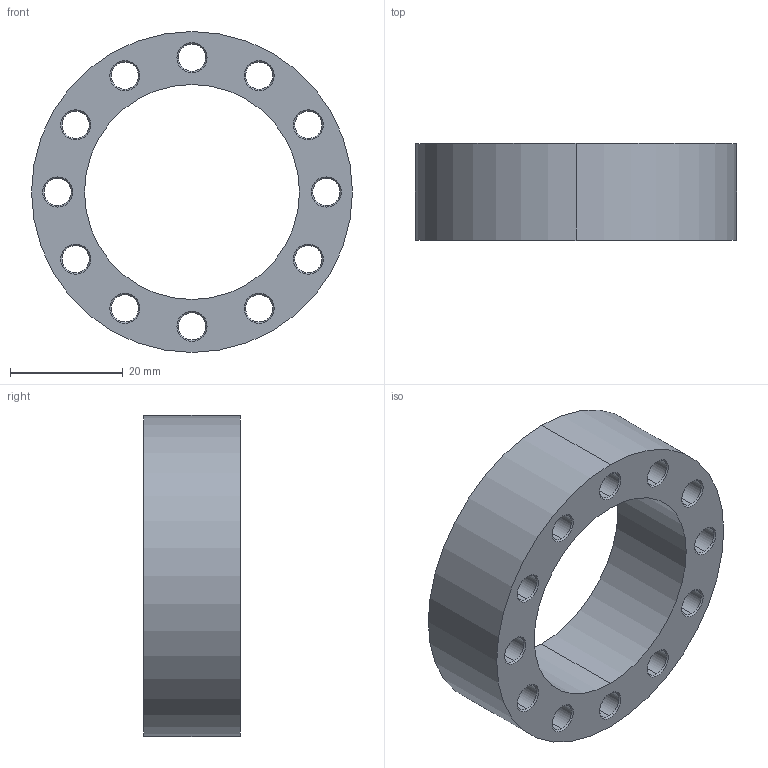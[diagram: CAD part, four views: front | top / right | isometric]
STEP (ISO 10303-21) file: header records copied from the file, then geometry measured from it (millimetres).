
FILE_DESCRIPTION (( 'STEP AP214' ), '1' );
FILE_NAME ('am-0471 8 Omni Spacer.STEP', '2014-08-20T20:55:57', ( '' ), ( '' ), 'SwSTEP 2.0', 'SolidWorks 2014', '' );
FILE_SCHEMA (( 'AUTOMOTIVE_DESIGN' ));
Length unit declared in the file: inch
Products named in the file (1): am-0471 8 Omni Spacer
Bounding box: 56.9 x 17.14 x 56.9 mm (x, y, z)
Volume: 20267.9 mm3; surface area: 10549.6 mm2
Topology: 1 solids, 1 shells, 78 faces, 180 edges, 104 vertices
Faces by surface type: cone 48, cylinder 28, plane 2
Entity records: 2296 total; most frequent: DIRECTION 442, CARTESIAN_POINT 363, ORIENTED_EDGE 360, AXIS2_PLACEMENT_3D 183, EDGE_CURVE 180, CIRCLE 104, EDGE_LOOP 104, VERTEX_POINT 104
